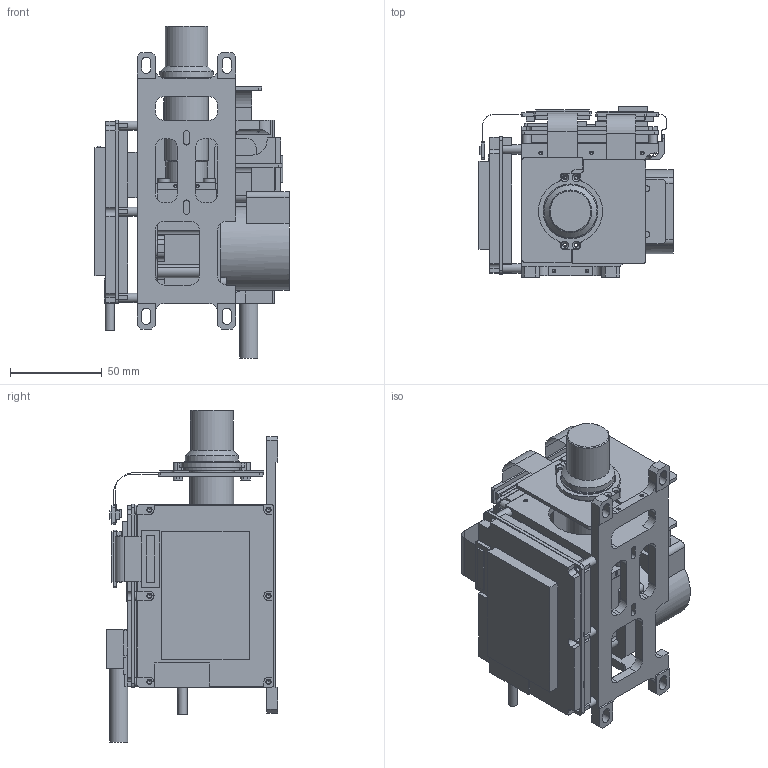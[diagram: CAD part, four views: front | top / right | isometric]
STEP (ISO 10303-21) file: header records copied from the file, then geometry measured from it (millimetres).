
FILE_DESCRIPTION (( 'STEP AP203' ), '1' );
FILE_NAME ('680144.STEP', '2025-06-18T07:05:42', ( 'Windows User' ), ( 'P R C' ), 'SwSTEP 2.0', 'SolidWorks 2020', '' );
FILE_SCHEMA (( 'CONFIG_CONTROL_DESIGN' ));
Length unit declared in the file: millimetre
Products named in the file (1): 680144
Bounding box: 106 x 93.55 x 181.3 mm (x, y, z)
Surface area: 148997 mm2 (no closed solid volume)
Topology: 0 solids, 26 shells, 1157 faces, 3126 edges, 2063 vertices
Faces by surface type: plane 688, cylinder 347, cone 120, bspline 2
Full cylindrical faces by diameter (mm): 1 x2, 1.5 x22, 1.75 x4, 2 x6, 2.05 x22, 2.2 x8, 2.5 x6, 2.8 x12, 3 x5, 3.075 x2, 3.088 x2, 4.5 x3, 5 x13, 5.6 x4, 6.6 x4, 10 x1, 22.5 x1, 23.25 x1, 24 x1, 27.76 x1, 29 x1, 29.44 x1, 29.8 x1, 30 x1, 31.85 x1, 46 x1
Entity records: 34167 total; most frequent: CARTESIAN_POINT 6153, DIRECTION 5824, ORIENTED_EDGE 5414, EDGE_CURVE 2733, AXIS2_PLACEMENT_3D 1953, LINE 1918, VECTOR 1918, VERTEX_POINT 1914
